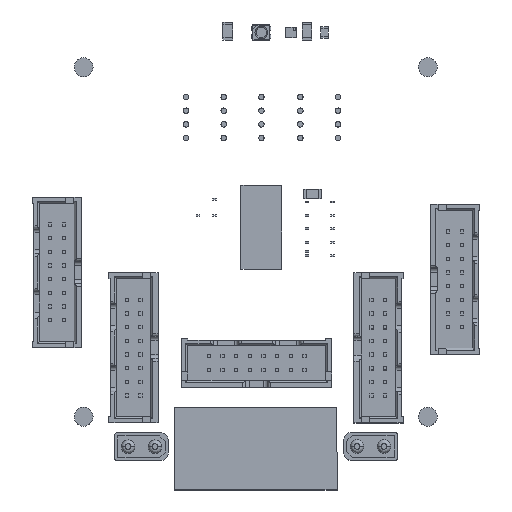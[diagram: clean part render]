
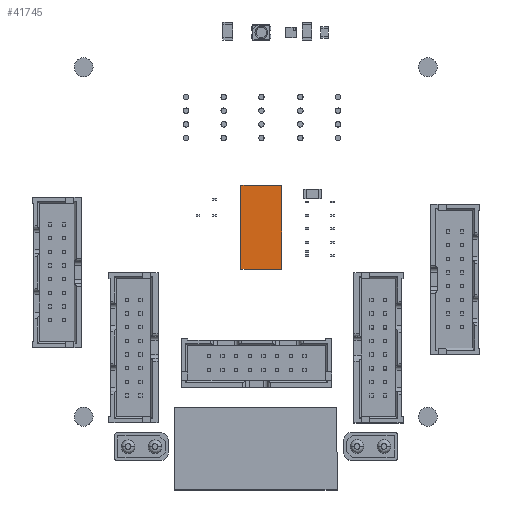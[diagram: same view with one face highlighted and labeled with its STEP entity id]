
A CAD part, top view. The second image highlights one B-rep face of the part: STEP entity #41745.
In plain terms, the highlighted planar face has unit normal (0, 0, 1).
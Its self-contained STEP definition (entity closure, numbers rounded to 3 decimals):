
#41431 = VERTEX_POINT('',#41432);
#41432 = CARTESIAN_POINT('',(-3.8,7.8,2.55));
#41439 = PLANE('',#41440);
#41440 = AXIS2_PLACEMENT_3D('',#41441,#41442,#41443);
#41441 = CARTESIAN_POINT('',(-3.8,7.8,0.));
#41442 = DIRECTION('',(1.,0.,0.));
#41443 = DIRECTION('',(0.,-1.,0.));
#41451 = PLANE('',#41452);
#41452 = AXIS2_PLACEMENT_3D('',#41453,#41454,#41455);
#41453 = CARTESIAN_POINT('',(3.8,7.8,0.));
#41454 = DIRECTION('',(0.,-1.,0.));
#41455 = DIRECTION('',(-1.,0.,0.));
#41463 = EDGE_CURVE('',#41431,#41464,#41466,.T.);
#41464 = VERTEX_POINT('',#41465);
#41465 = CARTESIAN_POINT('',(-3.8,-7.8,2.55));
#41466 = SURFACE_CURVE('',#41467,(#41471,#41478),.PCURVE_S1.);
#41467 = LINE('',#41468,#41469);
#41468 = CARTESIAN_POINT('',(-3.8,7.8,2.55));
#41469 = VECTOR('',#41470,1.);
#41470 = DIRECTION('',(0.,-1.,0.));
#41471 = PCURVE('',#41439,#41472);
#41472 = DEFINITIONAL_REPRESENTATION('',(#41473),#41477);
#41473 = LINE('',#41474,#41475);
#41474 = CARTESIAN_POINT('',(0.,-2.55));
#41475 = VECTOR('',#41476,1.);
#41476 = DIRECTION('',(1.,0.));
#41477 = ( GEOMETRIC_REPRESENTATION_CONTEXT(2) 
PARAMETRIC_REPRESENTATION_CONTEXT() REPRESENTATION_CONTEXT('2D SPACE',''
  ) );
#41478 = PCURVE('',#41479,#41484);
#41479 = PLANE('',#41480);
#41480 = AXIS2_PLACEMENT_3D('',#41481,#41482,#41483);
#41481 = CARTESIAN_POINT('',(-3.8,7.8,2.55));
#41482 = DIRECTION('',(0.,0.,-1.));
#41483 = DIRECTION('',(-1.,0.,0.));
#41484 = DEFINITIONAL_REPRESENTATION('',(#41485),#41489);
#41485 = LINE('',#41486,#41487);
#41486 = CARTESIAN_POINT('',(0.,0.));
#41487 = VECTOR('',#41488,1.);
#41488 = DIRECTION('',(0.,-1.));
#41489 = ( GEOMETRIC_REPRESENTATION_CONTEXT(2) 
PARAMETRIC_REPRESENTATION_CONTEXT() REPRESENTATION_CONTEXT('2D SPACE',''
  ) );
#41507 = PLANE('',#41508);
#41508 = AXIS2_PLACEMENT_3D('',#41509,#41510,#41511);
#41509 = CARTESIAN_POINT('',(-3.8,-7.8,0.));
#41510 = DIRECTION('',(0.,1.,0.));
#41511 = DIRECTION('',(1.,0.,0.));
#41549 = EDGE_CURVE('',#41464,#41550,#41552,.T.);
#41550 = VERTEX_POINT('',#41551);
#41551 = CARTESIAN_POINT('',(3.8,-7.8,2.55));
#41552 = SURFACE_CURVE('',#41553,(#41557,#41564),.PCURVE_S1.);
#41553 = LINE('',#41554,#41555);
#41554 = CARTESIAN_POINT('',(-3.8,-7.8,2.55));
#41555 = VECTOR('',#41556,1.);
#41556 = DIRECTION('',(1.,0.,0.));
#41557 = PCURVE('',#41507,#41558);
#41558 = DEFINITIONAL_REPRESENTATION('',(#41559),#41563);
#41559 = LINE('',#41560,#41561);
#41560 = CARTESIAN_POINT('',(0.,-2.55));
#41561 = VECTOR('',#41562,1.);
#41562 = DIRECTION('',(1.,0.));
#41563 = ( GEOMETRIC_REPRESENTATION_CONTEXT(2) 
PARAMETRIC_REPRESENTATION_CONTEXT() REPRESENTATION_CONTEXT('2D SPACE',''
  ) );
#41564 = PCURVE('',#41479,#41565);
#41565 = DEFINITIONAL_REPRESENTATION('',(#41566),#41570);
#41566 = LINE('',#41567,#41568);
#41567 = CARTESIAN_POINT('',(0.,-15.6));
#41568 = VECTOR('',#41569,1.);
#41569 = DIRECTION('',(-1.,0.));
#41570 = ( GEOMETRIC_REPRESENTATION_CONTEXT(2) 
PARAMETRIC_REPRESENTATION_CONTEXT() REPRESENTATION_CONTEXT('2D SPACE',''
  ) );
#41588 = PLANE('',#41589);
#41589 = AXIS2_PLACEMENT_3D('',#41590,#41591,#41592);
#41590 = CARTESIAN_POINT('',(3.8,-7.8,0.));
#41591 = DIRECTION('',(-1.,0.,0.));
#41592 = DIRECTION('',(0.,1.,0.));
#41625 = EDGE_CURVE('',#41550,#41626,#41628,.T.);
#41626 = VERTEX_POINT('',#41627);
#41627 = CARTESIAN_POINT('',(3.8,7.8,2.55));
#41628 = SURFACE_CURVE('',#41629,(#41633,#41640),.PCURVE_S1.);
#41629 = LINE('',#41630,#41631);
#41630 = CARTESIAN_POINT('',(3.8,-7.8,2.55));
#41631 = VECTOR('',#41632,1.);
#41632 = DIRECTION('',(0.,1.,0.));
#41633 = PCURVE('',#41588,#41634);
#41634 = DEFINITIONAL_REPRESENTATION('',(#41635),#41639);
#41635 = LINE('',#41636,#41637);
#41636 = CARTESIAN_POINT('',(0.,-2.55));
#41637 = VECTOR('',#41638,1.);
#41638 = DIRECTION('',(1.,0.));
#41639 = ( GEOMETRIC_REPRESENTATION_CONTEXT(2) 
PARAMETRIC_REPRESENTATION_CONTEXT() REPRESENTATION_CONTEXT('2D SPACE',''
  ) );
#41640 = PCURVE('',#41479,#41641);
#41641 = DEFINITIONAL_REPRESENTATION('',(#41642),#41646);
#41642 = LINE('',#41643,#41644);
#41643 = CARTESIAN_POINT('',(-7.6,-15.6));
#41644 = VECTOR('',#41645,1.);
#41645 = DIRECTION('',(0.,1.));
#41646 = ( GEOMETRIC_REPRESENTATION_CONTEXT(2) 
PARAMETRIC_REPRESENTATION_CONTEXT() REPRESENTATION_CONTEXT('2D SPACE',''
  ) );
#41696 = EDGE_CURVE('',#41626,#41431,#41697,.T.);
#41697 = SURFACE_CURVE('',#41698,(#41702,#41709),.PCURVE_S1.);
#41698 = LINE('',#41699,#41700);
#41699 = CARTESIAN_POINT('',(3.8,7.8,2.55));
#41700 = VECTOR('',#41701,1.);
#41701 = DIRECTION('',(-1.,0.,0.));
#41702 = PCURVE('',#41451,#41703);
#41703 = DEFINITIONAL_REPRESENTATION('',(#41704),#41708);
#41704 = LINE('',#41705,#41706);
#41705 = CARTESIAN_POINT('',(0.,-2.55));
#41706 = VECTOR('',#41707,1.);
#41707 = DIRECTION('',(1.,0.));
#41708 = ( GEOMETRIC_REPRESENTATION_CONTEXT(2) 
PARAMETRIC_REPRESENTATION_CONTEXT() REPRESENTATION_CONTEXT('2D SPACE',''
  ) );
#41709 = PCURVE('',#41479,#41710);
#41710 = DEFINITIONAL_REPRESENTATION('',(#41711),#41715);
#41711 = LINE('',#41712,#41713);
#41712 = CARTESIAN_POINT('',(-7.6,0.));
#41713 = VECTOR('',#41714,1.);
#41714 = DIRECTION('',(1.,0.));
#41715 = ( GEOMETRIC_REPRESENTATION_CONTEXT(2) 
PARAMETRIC_REPRESENTATION_CONTEXT() REPRESENTATION_CONTEXT('2D SPACE',''
  ) );
#41745 = ADVANCED_FACE('',(#41746),#41479,.F.);
#41746 = FACE_BOUND('',#41747,.T.);
#41747 = EDGE_LOOP('',(#41748,#41749,#41750,#41751));
#41748 = ORIENTED_EDGE('',*,*,#41463,.T.);
#41749 = ORIENTED_EDGE('',*,*,#41549,.T.);
#41750 = ORIENTED_EDGE('',*,*,#41625,.T.);
#41751 = ORIENTED_EDGE('',*,*,#41696,.T.);
